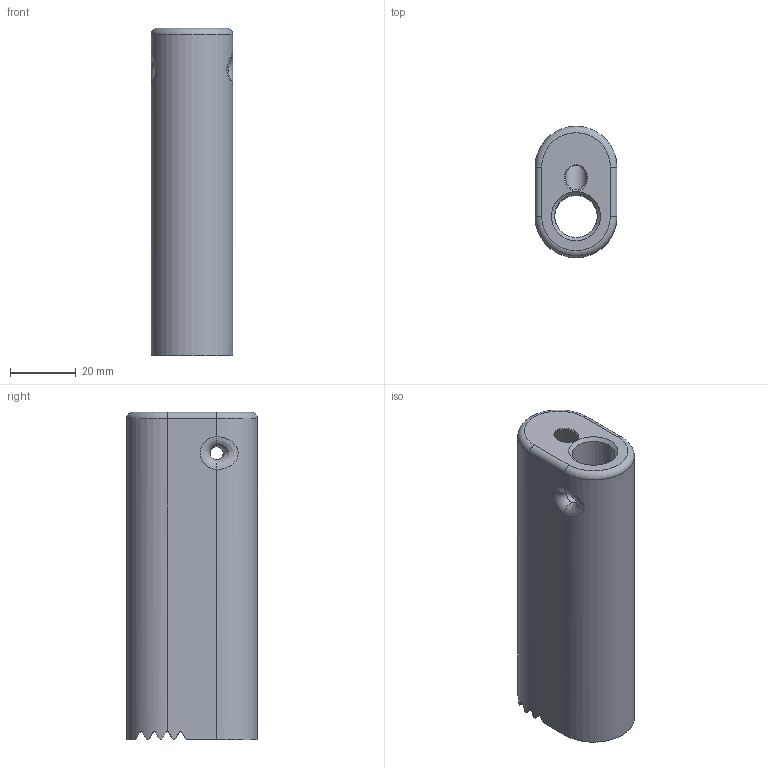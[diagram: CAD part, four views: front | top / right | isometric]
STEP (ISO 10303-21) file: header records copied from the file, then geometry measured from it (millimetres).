
FILE_DESCRIPTION(/* description */ (''),/* implementation_level */ '2;1');
FILE_NAME(/* name */ 'flagpole cap v4.step',/* time_stamp */ '2024-06-17T22:30:14-04:00',/* author */ (''),/* organization */ (''),/* preprocessor_version */ 'ST-DEVELOPER v20',/* originating_system */ 'Autodesk Translation Framework v13.14.0.145',/* authorisation */ '');
FILE_SCHEMA (('AUTOMOTIVE_DESIGN { 1 0 10303 214 3 1 1 }'));
Length unit declared in the file: millimetre
Products named in the file (1): flagpole sitta
Bounding box: 25 x 40 x 100 mm (x, y, z)
Volume: 60864.2 mm3; surface area: 20204 mm2
Topology: 1 solids, 1 shells, 53 faces, 149 edges, 96 vertices
Faces by surface type: plane 27, cylinder 16, torus 4, bspline 4, cone 2
Full cylindrical faces by diameter (mm): 4 x2, 13 x2
Entity records: 2331 total; most frequent: CARTESIAN_POINT 915, ORIENTED_EDGE 298, DIRECTION 292, EDGE_CURVE 149, AXIS2_PLACEMENT_3D 117, VERTEX_POINT 96, LINE 58, VECTOR 58
